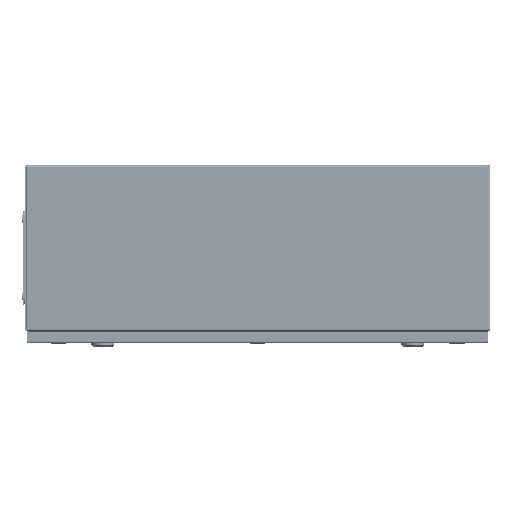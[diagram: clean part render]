
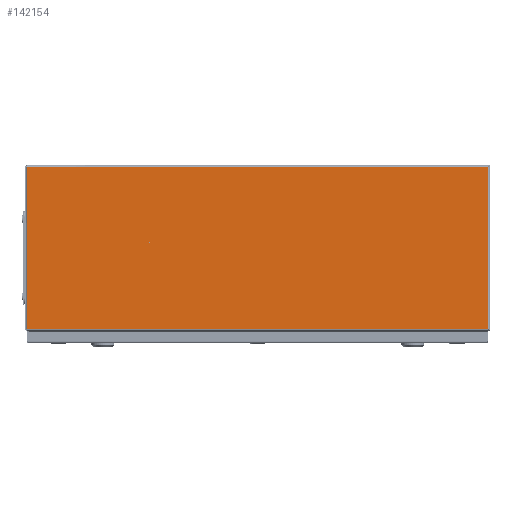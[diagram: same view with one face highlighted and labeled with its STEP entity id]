
A CAD part, top view. The second image highlights one B-rep face of the part: STEP entity #142154.
In plain terms, the highlighted face is planar.
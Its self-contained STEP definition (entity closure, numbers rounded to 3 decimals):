
#7147 = VERTEX_POINT ( 'NONE', #195211 ) ;
#8667 = EDGE_CURVE ( 'NONE', #7147, #181722, #141780, .T. ) ;
#21642 = CARTESIAN_POINT ( 'NONE',  ( 2.05, 0., 297.2 ) ) ;
#30951 = CARTESIAN_POINT ( 'NONE',  ( 100., 0., 139.25 ) ) ;
#33637 = VECTOR ( 'NONE', #184274, 1000. ) ;
#37075 = VECTOR ( 'NONE', #163563, 1000. ) ;
#38500 = CARTESIAN_POINT ( 'NONE',  ( 100., 0., 139.972 ) ) ;
#39986 = CARTESIAN_POINT ( 'NONE',  ( 211.52, 0., 297.2 ) ) ;
#48810 = LINE ( 'NONE', #39986, #200173 ) ;
#52546 = DIRECTION ( 'NONE',  ( 0., 1., 0. ) ) ;
#52567 = CARTESIAN_POINT ( 'NONE',  ( 2.05, 0., -297.2 ) ) ;
#54056 = ORIENTED_EDGE ( 'NONE', *, *, #121664, .F. ) ;
#56553 = FACE_BOUND ( 'NONE', #205385, .T. ) ;
#57780 = CARTESIAN_POINT ( 'NONE',  ( 211.52, 0., 297.2 ) ) ;
#67562 = DIRECTION ( 'NONE',  ( 0., 1., 0. ) ) ;
#68377 = DIRECTION ( 'NONE',  ( 0., 0., 1. ) ) ;
#80682 = LINE ( 'NONE', #81217, #37075 ) ;
#81217 = CARTESIAN_POINT ( 'NONE',  ( 0., 0., 297.2 ) ) ;
#89920 = FACE_OUTER_BOUND ( 'NONE', #188283, .T. ) ;
#89935 = CIRCLE ( 'NONE', #123436, 0.722 ) ;
#99883 = CARTESIAN_POINT ( 'NONE',  ( 100., 0., 139.25 ) ) ;
#101046 = VECTOR ( 'NONE', #166536, 1000. ) ;
#114022 = VERTEX_POINT ( 'NONE', #150503 ) ;
#114881 = CARTESIAN_POINT ( 'NONE',  ( 0., 0., 297.2 ) ) ;
#117213 = EDGE_CURVE ( 'NONE', #114022, #190434, #80682, .T. ) ;
#118974 = CARTESIAN_POINT ( 'NONE',  ( 211.52, 0., -297.2 ) ) ;
#121664 = EDGE_CURVE ( 'NONE', #210222, #185156, #175454, .T. ) ;
#123436 = AXIS2_PLACEMENT_3D ( 'NONE', #30951, #212188, #179185 ) ;
#123553 = ORIENTED_EDGE ( 'NONE', *, *, #117213, .T. ) ;
#124994 = EDGE_CURVE ( 'NONE', #190434, #185156, #48810, .T. ) ;
#126493 = ORIENTED_EDGE ( 'NONE', *, *, #198868, .F. ) ;
#129976 = PLANE ( 'NONE',  #209440 ) ;
#132936 = CARTESIAN_POINT ( 'NONE',  ( 0., 0., -297.2 ) ) ;
#141780 = CIRCLE ( 'NONE', #175591, 0.722 ) ;
#142154 = ADVANCED_FACE ( 'NONE', ( #56553, #89920 ), #129976, .T. ) ;
#150503 = CARTESIAN_POINT ( 'NONE',  ( 2.05, 0., 297.2 ) ) ;
#156736 = DIRECTION ( 'NONE',  ( 0., 0., -1. ) ) ;
#162943 = ORIENTED_EDGE ( 'NONE', *, *, #187871, .F. ) ;
#163563 = DIRECTION ( 'NONE',  ( 1., 0., 0. ) ) ;
#166536 = DIRECTION ( 'NONE',  ( 1., 0., 0. ) ) ;
#175454 = LINE ( 'NONE', #132936, #101046 ) ;
#175591 = AXIS2_PLACEMENT_3D ( 'NONE', #99883, #52546, #68377 ) ;
#179185 = DIRECTION ( 'NONE',  ( 0., 0., 1. ) ) ;
#181722 = VERTEX_POINT ( 'NONE', #38500 ) ;
#182068 = ORIENTED_EDGE ( 'NONE', *, *, #124994, .T. ) ;
#182182 = DIRECTION ( 'NONE',  ( 0., 0., 1. ) ) ;
#184274 = DIRECTION ( 'NONE',  ( 0., 0., -1. ) ) ;
#185156 = VERTEX_POINT ( 'NONE', #118974 ) ;
#187871 = EDGE_CURVE ( 'NONE', #114022, #210222, #190068, .T. ) ;
#188283 = EDGE_LOOP ( 'NONE', ( #54056, #162943, #123553, #182068 ) ) ;
#190068 = LINE ( 'NONE', #21642, #33637 ) ;
#190434 = VERTEX_POINT ( 'NONE', #57780 ) ;
#191829 = ORIENTED_EDGE ( 'NONE', *, *, #8667, .F. ) ;
#195211 = CARTESIAN_POINT ( 'NONE',  ( 100., 0., 138.528 ) ) ;
#198868 = EDGE_CURVE ( 'NONE', #181722, #7147, #89935, .T. ) ;
#200173 = VECTOR ( 'NONE', #156736, 1000. ) ;
#205385 = EDGE_LOOP ( 'NONE', ( #126493, #191829 ) ) ;
#209440 = AXIS2_PLACEMENT_3D ( 'NONE', #114881, #67562, #182182 ) ;
#210222 = VERTEX_POINT ( 'NONE', #52567 ) ;
#212188 = DIRECTION ( 'NONE',  ( 0., 1., 0. ) ) ;
